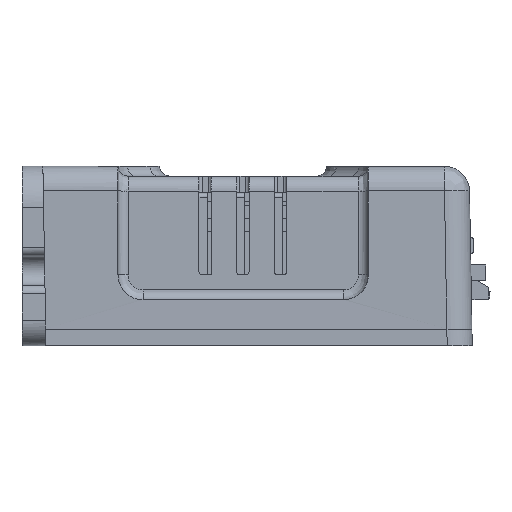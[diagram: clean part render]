
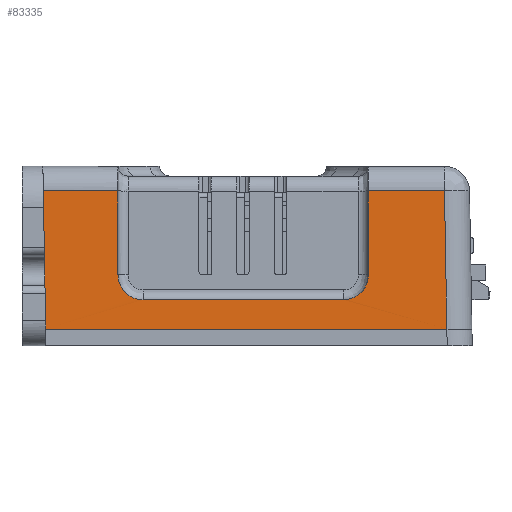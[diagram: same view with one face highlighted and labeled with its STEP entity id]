
A CAD part, left-side view. The second image highlights one B-rep face of the part: STEP entity #83335.
In plain terms, the highlighted planar face has unit normal (-1, 0, 0.018).
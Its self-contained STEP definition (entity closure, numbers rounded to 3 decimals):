
#2170 = EDGE_CURVE ( 'NONE', #30962, #30855, #21819, .T. ) ;
#2171 = EDGE_CURVE ( 'NONE', #30930, #30962, #21799, .T. ) ;
#2173 = EDGE_CURVE ( 'NONE', #30930, #30831, #21829, .T. ) ;
#2399 = B_SPLINE_CURVE_WITH_KNOTS ( 'NONE', 3,
 ( #73850, #73849, #73862, #73863, #73864, #73865, #73866, #73867, #73868, #73869, #73870, #73871, #73872, #73873, #73874, #73875 ),
 .UNSPECIFIED., .F., .F.,
 ( 4, 2, 2, 2, 2, 2, 2, 4 ),
 ( 0., 0.001, 0.001, 0.002, 0.002, 0.003, 0.004, 0.005 ),
 .UNSPECIFIED. ) ;
#8037 = VERTEX_POINT ( 'NONE', #55641 ) ;
#8051 = VERTEX_POINT ( 'NONE', #55658 ) ;
#8056 = VERTEX_POINT ( 'NONE', #55654 ) ;
#8151 = VERTEX_POINT ( 'NONE', #55746 ) ;
#18907 = FACE_OUTER_BOUND ( 'NONE', #36819, .T. ) ;
#21799 = LINE ( 'NONE', #23592, #21831 ) ;
#21819 = LINE ( 'NONE', #23606, #21827 ) ;
#21827 = VECTOR ( 'NONE', #23608, 1000. ) ;
#21829 = LINE ( 'NONE', #23612, #21834 ) ;
#21831 = VECTOR ( 'NONE', #23609, 1000. ) ;
#21834 = VECTOR ( 'NONE', #23614, 1000. ) ;
#23592 = CARTESIAN_POINT ( 'NONE',  ( -205.924, -0.051, 16.052 ) ) ;
#23606 = CARTESIAN_POINT ( 'NONE',  ( -206.213, 0., -0.5 ) ) ;
#23608 = DIRECTION ( 'NONE',  ( 0., -1., 0. ) ) ;
#23609 = DIRECTION ( 'NONE',  ( -0.017, -0.017, -1. ) ) ;
#23612 = CARTESIAN_POINT ( 'NONE',  ( -205.924, -25.7, 16.052 ) ) ;
#23614 = DIRECTION ( 'NONE',  ( 0., -1., 0. ) ) ;
#29581 = AXIS2_PLACEMENT_3D ( 'NONE', #44911, #44919, #44920 ) ;
#30831 = VERTEX_POINT ( 'NONE', #57734 ) ;
#30842 = VERTEX_POINT ( 'NONE', #57740 ) ;
#30848 = VERTEX_POINT ( 'NONE', #57743 ) ;
#30855 = VERTEX_POINT ( 'NONE', #57747 ) ;
#30930 = VERTEX_POINT ( 'NONE', #57787 ) ;
#30962 = VERTEX_POINT ( 'NONE', #57804 ) ;
#36819 = EDGE_LOOP ( 'NONE', ( #41722, #41723, #41724, #41725, #41726, #41727, #41728, #41729, #41730, #41731 ) ) ;
#40802 = B_SPLINE_CURVE_WITH_KNOTS ( 'NONE', 3,
 ( #74582, #74583, #74587, #74588, #74589, #74590, #74591, #74592, #74593, #74594, #74595, #74596, #74597, #74598, #74599, #74600 ),
 .UNSPECIFIED., .F., .F.,
 ( 4, 2, 2, 2, 2, 2, 2, 4 ),
 ( 0., 0.001, 0.001, 0.002, 0.002, 0.003, 0.004, 0.005 ),
 .UNSPECIFIED. ) ;
#41722 = ORIENTED_EDGE ( 'NONE', *, *, #61675, .F. ) ;
#41723 = ORIENTED_EDGE ( 'NONE', *, *, #61918, .F. ) ;
#41724 = ORIENTED_EDGE ( 'NONE', *, *, #62097, .F. ) ;
#41725 = ORIENTED_EDGE ( 'NONE', *, *, #61927, .F. ) ;
#41726 = ORIENTED_EDGE ( 'NONE', *, *, #2173, .F. ) ;
#41727 = ORIENTED_EDGE ( 'NONE', *, *, #2171, .T. ) ;
#41728 = ORIENTED_EDGE ( 'NONE', *, *, #2170, .T. ) ;
#41729 = ORIENTED_EDGE ( 'NONE', *, *, #61797, .F. ) ;
#41730 = ORIENTED_EDGE ( 'NONE', *, *, #61681, .F. ) ;
#41731 = ORIENTED_EDGE ( 'NONE', *, *, #61766, .F. ) ;
#44911 = CARTESIAN_POINT ( 'NONE',  ( -206.213, -25.7, -0.5 ) ) ;
#44916 = PLANE ( 'NONE',  #29581 ) ;
#44919 = DIRECTION ( 'NONE',  ( 1., 0., -0.017 ) ) ;
#44920 = DIRECTION ( 'NONE',  ( -0.017, 0., -1. ) ) ;
#55641 = CARTESIAN_POINT ( 'NONE',  ( -206.142, -12., 3. ) ) ;
#55654 = CARTESIAN_POINT ( 'NONE',  ( -205.924, -39., 16.052 ) ) ;
#55658 = CARTESIAN_POINT ( 'NONE',  ( -206.142, -36., 3. ) ) ;
#55746 = CARTESIAN_POINT ( 'NONE',  ( -205.924, -48.112, 16.052 ) ) ;
#57734 = CARTESIAN_POINT ( 'NONE',  ( -205.924, -9., 16.052 ) ) ;
#57740 = CARTESIAN_POINT ( 'NONE',  ( -206.1, -9., 6. ) ) ;
#57743 = CARTESIAN_POINT ( 'NONE',  ( -206.1, -39., 6. ) ) ;
#57747 = CARTESIAN_POINT ( 'NONE',  ( -206.213, -48.4, -0.5 ) ) ;
#57787 = CARTESIAN_POINT ( 'NONE',  ( -205.924, -0.051, 16.052 ) ) ;
#57804 = CARTESIAN_POINT ( 'NONE',  ( -206.213, -0.34, -0.5 ) ) ;
#61675 = EDGE_CURVE ( 'NONE', #8051, #30848, #2399, .T. ) ;
#61681 = EDGE_CURVE ( 'NONE', #8056, #8151, #71910, .T. ) ;
#61766 = EDGE_CURVE ( 'NONE', #30848, #8056, #71963, .T. ) ;
#61797 = EDGE_CURVE ( 'NONE', #8151, #30855, #71981, .T. ) ;
#61918 = EDGE_CURVE ( 'NONE', #8037, #8051, #72044, .T. ) ;
#61927 = EDGE_CURVE ( 'NONE', #30831, #30842, #72049, .T. ) ;
#62097 = EDGE_CURVE ( 'NONE', #30842, #8037, #40802, .T. ) ;
#71910 = LINE ( 'NONE', #73877, #71915 ) ;
#71915 = VECTOR ( 'NONE', #73890, 1000. ) ;
#71963 = LINE ( 'NONE', #74107, #71966 ) ;
#71966 = VECTOR ( 'NONE', #74102, 1000. ) ;
#71981 = LINE ( 'NONE', #74137, #71985 ) ;
#71985 = VECTOR ( 'NONE', #74136, 1000. ) ;
#72044 = LINE ( 'NONE', #74289, #72052 ) ;
#72049 = LINE ( 'NONE', #74288, #72057 ) ;
#72052 = VECTOR ( 'NONE', #74299, 1000. ) ;
#72057 = VECTOR ( 'NONE', #74303, 1000. ) ;
#73849 = CARTESIAN_POINT ( 'NONE',  ( -206.152, -36.198, 3. ) ) ;
#73850 = CARTESIAN_POINT ( 'NONE',  ( -206.142, -36., 3. ) ) ;
#73862 = CARTESIAN_POINT ( 'NONE',  ( -206.152, -36.393, 3.019 ) ) ;
#73863 = CARTESIAN_POINT ( 'NONE',  ( -206.15, -36.776, 3.096 ) ) ;
#73864 = CARTESIAN_POINT ( 'NONE',  ( -206.149, -36.967, 3.153 ) ) ;
#73865 = CARTESIAN_POINT ( 'NONE',  ( -206.147, -37.33, 3.304 ) ) ;
#73866 = CARTESIAN_POINT ( 'NONE',  ( -206.145, -37.502, 3.396 ) ) ;
#73867 = CARTESIAN_POINT ( 'NONE',  ( -206.141, -37.828, 3.613 ) ) ;
#73868 = CARTESIAN_POINT ( 'NONE',  ( -206.139, -37.982, 3.74 ) ) ;
#73869 = CARTESIAN_POINT ( 'NONE',  ( -206.134, -38.259, 4.016 ) ) ;
#73870 = CARTESIAN_POINT ( 'NONE',  ( -206.132, -38.383, 4.167 ) ) ;
#73871 = CARTESIAN_POINT ( 'NONE',  ( -206.126, -38.602, 4.495 ) ) ;
#73872 = CARTESIAN_POINT ( 'NONE',  ( -206.123, -38.696, 4.669 ) ) ;
#73873 = CARTESIAN_POINT ( 'NONE',  ( -206.114, -38.92, 5.21 ) ) ;
#73874 = CARTESIAN_POINT ( 'NONE',  ( -206.107, -39., 5.604 ) ) ;
#73875 = CARTESIAN_POINT ( 'NONE',  ( -206.1, -39., 6. ) ) ;
#73877 = CARTESIAN_POINT ( 'NONE',  ( -205.924, -25.7, 16.052 ) ) ;
#73890 = DIRECTION ( 'NONE',  ( 0., -1., 0. ) ) ;
#74102 = DIRECTION ( 'NONE',  ( 0.017, 0., 1. ) ) ;
#74107 = CARTESIAN_POINT ( 'NONE',  ( -206.213, -39., -0.5 ) ) ;
#74136 = DIRECTION ( 'NONE',  ( -0.017, -0.017, -1. ) ) ;
#74137 = CARTESIAN_POINT ( 'NONE',  ( -205.924, -48.112, 16.052 ) ) ;
#74288 = CARTESIAN_POINT ( 'NONE',  ( -206.213, -9., -0.5 ) ) ;
#74289 = CARTESIAN_POINT ( 'NONE',  ( -206.152, -25.7, 3. ) ) ;
#74299 = DIRECTION ( 'NONE',  ( 0., -1., 0. ) ) ;
#74303 = DIRECTION ( 'NONE',  ( -0.017, 0., -1. ) ) ;
#74582 = CARTESIAN_POINT ( 'NONE',  ( -206.1, -9., 6. ) ) ;
#74583 = CARTESIAN_POINT ( 'NONE',  ( -206.103, -9., 5.802 ) ) ;
#74587 = CARTESIAN_POINT ( 'NONE',  ( -206.107, -9.019, 5.607 ) ) ;
#74588 = CARTESIAN_POINT ( 'NONE',  ( -206.113, -9.096, 5.224 ) ) ;
#74589 = CARTESIAN_POINT ( 'NONE',  ( -206.117, -9.153, 5.034 ) ) ;
#74590 = CARTESIAN_POINT ( 'NONE',  ( -206.123, -9.304, 4.67 ) ) ;
#74591 = CARTESIAN_POINT ( 'NONE',  ( -206.126, -9.396, 4.498 ) ) ;
#74592 = CARTESIAN_POINT ( 'NONE',  ( -206.132, -9.613, 4.172 ) ) ;
#74593 = CARTESIAN_POINT ( 'NONE',  ( -206.134, -9.74, 4.018 ) ) ;
#74594 = CARTESIAN_POINT ( 'NONE',  ( -206.139, -10.016, 3.741 ) ) ;
#74595 = CARTESIAN_POINT ( 'NONE',  ( -206.141, -10.167, 3.617 ) ) ;
#74596 = CARTESIAN_POINT ( 'NONE',  ( -206.145, -10.495, 3.398 ) ) ;
#74597 = CARTESIAN_POINT ( 'NONE',  ( -206.147, -10.669, 3.304 ) ) ;
#74598 = CARTESIAN_POINT ( 'NONE',  ( -206.151, -11.21, 3.08 ) ) ;
#74599 = CARTESIAN_POINT ( 'NONE',  ( -206.152, -11.604, 3. ) ) ;
#74600 = CARTESIAN_POINT ( 'NONE',  ( -206.142, -12., 3. ) ) ;
#83335 = ADVANCED_FACE ( 'NONE', ( #18907 ), #44916, .F. ) ;
